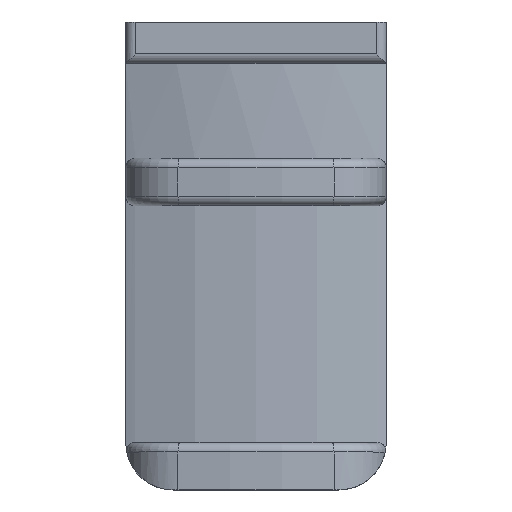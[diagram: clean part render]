
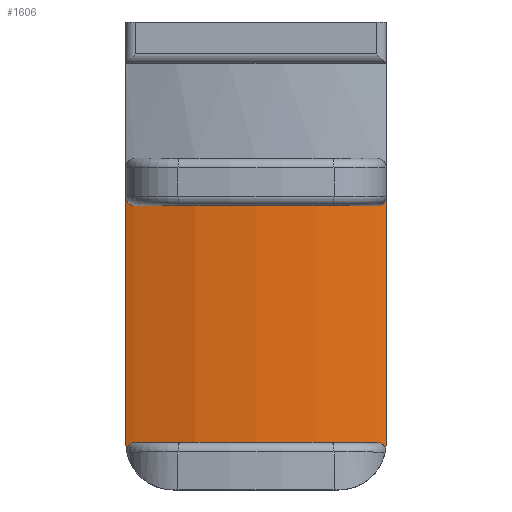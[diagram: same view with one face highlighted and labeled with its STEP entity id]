
A CAD part, top view. The second image highlights one B-rep face of the part: STEP entity #1606.
In plain terms, the highlighted cylindrical face has radius 80 mm (diameter 160 mm), a partial arc.
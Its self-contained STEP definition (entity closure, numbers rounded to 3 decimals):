
#25=B_SPLINE_CURVE_WITH_KNOTS('',3,(#2407,#2408,#2409,#2410,#2411,#2412,
#2413,#2414,#2415,#2416),.UNSPECIFIED.,.F.,.F.,(4,2,2,2,4),(0.982,
1.053,1.139,1.219,1.245),
 .UNSPECIFIED.);
#27=B_SPLINE_CURVE_WITH_KNOTS('',3,(#2444,#2445,#2446,#2447,#2448,#2449,
#2450,#2451,#2452,#2453,#2454,#2455),.UNSPECIFIED.,.F.,.F.,(4,2,2,2,2,4),
(0.063,0.074,0.15,0.23,
0.316,0.326),.UNSPECIFIED.);
#32=B_SPLINE_CURVE_WITH_KNOTS('',3,(#2567,#2568,#2569,#2570,#2571,#2572,
#2573,#2574,#2575,#2576),.UNSPECIFIED.,.F.,.F.,(4,2,2,2,4),(0.097,
0.15,0.23,0.316,0.326),
 .UNSPECIFIED.);
#33=B_SPLINE_CURVE_WITH_KNOTS('',3,(#2579,#2580,#2581,#2582,#2583,#2584),
 .UNSPECIFIED.,.F.,.F.,(4,2,4),(0.619,0.696,0.712),
 .UNSPECIFIED.);
#34=B_SPLINE_CURVE_WITH_KNOTS('',3,(#2587,#2588,#2589,#2590,#2591,#2592,
#2593,#2594),.UNSPECIFIED.,.F.,.F.,(4,2,2,4),(0.982,1.054,
1.14,1.211),.UNSPECIFIED.);
#35=B_SPLINE_CURVE_WITH_KNOTS('',3,(#2600,#2601,#2602,#2603,#2604,#2605),
 .UNSPECIFIED.,.F.,.F.,(4,2,4),(0.527,0.544,0.619),
 .UNSPECIFIED.);
#36=B_SPLINE_CURVE_WITH_KNOTS('',3,(#2655,#2656,#2657,#2658),
 .UNSPECIFIED.,.F.,.F.,(4,4),(0.,0.136),.UNSPECIFIED.);
#39=B_SPLINE_CURVE_WITH_KNOTS('',3,(#2690,#2691,#2692,#2693),
 .UNSPECIFIED.,.F.,.F.,(4,4),(2.919,3.055),
 .UNSPECIFIED.);
#164=FACE_OUTER_BOUND('',#262,.T.);
#262=EDGE_LOOP('',(#1234,#1235,#1236,#1237,#1238,#1239,#1240,#1241,#1242,
#1243,#1244,#1245));
#326=LINE('',#2535,#446);
#336=LINE('',#2616,#456);
#446=VECTOR('',#1968,10.);
#456=VECTOR('',#2024,10.);
#571=CIRCLE('',#1694,80.);
#616=CIRCLE('',#1778,80.);
#656=VERTEX_POINT('',#2395);
#657=VERTEX_POINT('',#2406);
#662=VERTEX_POINT('',#2429);
#664=VERTEX_POINT('',#2442);
#681=VERTEX_POINT('',#2532);
#682=VERTEX_POINT('',#2534);
#688=VERTEX_POINT('',#2550);
#692=VERTEX_POINT('',#2561);
#693=VERTEX_POINT('',#2566);
#694=VERTEX_POINT('',#2586);
#696=VERTEX_POINT('',#2599);
#700=VERTEX_POINT('',#2614);
#807=EDGE_CURVE('',#657,#656,#25,.T.);
#817=EDGE_CURVE('',#664,#662,#27,.F.);
#818=EDGE_CURVE('',#664,#657,#571,.T.);
#843=EDGE_CURVE('',#682,#681,#326,.T.);
#859=EDGE_CURVE('',#688,#693,#32,.F.);
#861=EDGE_CURVE('',#693,#681,#33,.F.);
#862=EDGE_CURVE('',#694,#692,#34,.F.);
#865=EDGE_CURVE('',#696,#694,#35,.F.);
#871=EDGE_CURVE('',#696,#700,#336,.T.);
#891=EDGE_CURVE('',#700,#662,#36,.T.);
#899=EDGE_CURVE('',#656,#682,#39,.T.);
#913=EDGE_CURVE('',#688,#692,#616,.T.);
#1234=ORIENTED_EDGE('',*,*,#818,.T.);
#1235=ORIENTED_EDGE('',*,*,#807,.T.);
#1236=ORIENTED_EDGE('',*,*,#899,.T.);
#1237=ORIENTED_EDGE('',*,*,#843,.T.);
#1238=ORIENTED_EDGE('',*,*,#861,.F.);
#1239=ORIENTED_EDGE('',*,*,#859,.F.);
#1240=ORIENTED_EDGE('',*,*,#913,.T.);
#1241=ORIENTED_EDGE('',*,*,#862,.F.);
#1242=ORIENTED_EDGE('',*,*,#865,.F.);
#1243=ORIENTED_EDGE('',*,*,#871,.T.);
#1244=ORIENTED_EDGE('',*,*,#891,.T.);
#1245=ORIENTED_EDGE('',*,*,#817,.F.);
#1546=CYLINDRICAL_SURFACE('',#1779,80.);
#1606=ADVANCED_FACE('',(#164),#1546,.T.);
#1694=AXIS2_PLACEMENT_3D('',#2457,#1913,#1914);
#1778=AXIS2_PLACEMENT_3D('',#2723,#2117,#2118);
#1779=AXIS2_PLACEMENT_3D('',#2724,#2119,#2120);
#1913=DIRECTION('center_axis',(0.,1.,0.));
#1914=DIRECTION('ref_axis',(0.344,0.,0.939));
#1968=DIRECTION('',(0.,1.,0.));
#2024=DIRECTION('',(0.,-1.,0.));
#2117=DIRECTION('center_axis',(0.,-1.,0.));
#2118=DIRECTION('ref_axis',(0.344,0.,0.939));
#2119=DIRECTION('center_axis',(0.,-1.,0.));
#2120=DIRECTION('ref_axis',(0.344,0.,0.939));
#2395=CARTESIAN_POINT('',(27.403,-90.136,7.035));
#2406=CARTESIAN_POINT('',(25.483,-88.75,7.708));
#2407=CARTESIAN_POINT('Ctrl Pts',(25.483,-88.75,7.708));
#2408=CARTESIAN_POINT('Ctrl Pts',(25.706,-88.75,7.633));
#2409=CARTESIAN_POINT('Ctrl Pts',(25.929,-88.786,7.557));
#2410=CARTESIAN_POINT('Ctrl Pts',(26.399,-88.945,7.394));
#2411=CARTESIAN_POINT('Ctrl Pts',(26.638,-89.084,7.31));
#2412=CARTESIAN_POINT('Ctrl Pts',(27.036,-89.443,7.168));
#2413=CARTESIAN_POINT('Ctrl Pts',(27.195,-89.655,7.111));
#2414=CARTESIAN_POINT('Ctrl Pts',(27.345,-89.973,7.057));
#2415=CARTESIAN_POINT('Ctrl Pts',(27.377,-90.054,7.045));
#2416=CARTESIAN_POINT('Ctrl Pts',(27.403,-90.136,7.035));
#2429=CARTESIAN_POINT('',(-27.403,-90.136,7.035));
#2442=CARTESIAN_POINT('',(-25.483,-88.75,7.708));
#2444=CARTESIAN_POINT('Ctrl Pts',(-27.403,-90.136,7.035));
#2445=CARTESIAN_POINT('Ctrl Pts',(-27.392,-90.102,7.039));
#2446=CARTESIAN_POINT('Ctrl Pts',(-27.38,-90.068,7.044));
#2447=CARTESIAN_POINT('Ctrl Pts',(-27.278,-89.8,7.081));
#2448=CARTESIAN_POINT('Ctrl Pts',(-27.146,-89.587,7.129));
#2449=CARTESIAN_POINT('Ctrl Pts',(-26.804,-89.212,7.251));
#2450=CARTESIAN_POINT('Ctrl Pts',(-26.594,-89.058,7.326));
#2451=CARTESIAN_POINT('Ctrl Pts',(-26.115,-88.83,7.493));
#2452=CARTESIAN_POINT('Ctrl Pts',(-25.847,-88.764,7.585));
#2453=CARTESIAN_POINT('Ctrl Pts',(-25.544,-88.751,7.687));
#2454=CARTESIAN_POINT('Ctrl Pts',(-25.514,-88.75,7.698));
#2455=CARTESIAN_POINT('Ctrl Pts',(-25.483,-88.75,7.708));
#2457=CARTESIAN_POINT('Origin',(0.,-88.75,-68.125));
#2532=CARTESIAN_POINT('',(27.5,-36.75,7.));
#2534=CARTESIAN_POINT('',(27.5,-88.75,7.));
#2535=CARTESIAN_POINT('',(27.5,0.,7.));
#2550=CARTESIAN_POINT('',(25.483,-38.75,7.708));
#2561=CARTESIAN_POINT('',(-25.483,-38.75,7.708));
#2566=CARTESIAN_POINT('',(27.272,-37.677,7.083));
#2567=CARTESIAN_POINT('Ctrl Pts',(27.272,-37.677,7.083));
#2568=CARTESIAN_POINT('Ctrl Pts',(27.193,-37.829,7.112));
#2569=CARTESIAN_POINT('Ctrl Pts',(27.094,-37.969,7.147));
#2570=CARTESIAN_POINT('Ctrl Pts',(26.804,-38.288,7.251));
#2571=CARTESIAN_POINT('Ctrl Pts',(26.594,-38.442,7.326));
#2572=CARTESIAN_POINT('Ctrl Pts',(26.114,-38.671,7.493));
#2573=CARTESIAN_POINT('Ctrl Pts',(25.846,-38.736,7.585));
#2574=CARTESIAN_POINT('Ctrl Pts',(25.544,-38.749,7.688));
#2575=CARTESIAN_POINT('Ctrl Pts',(25.513,-38.75,7.698));
#2576=CARTESIAN_POINT('Ctrl Pts',(25.483,-38.75,7.708));
#2579=CARTESIAN_POINT('Ctrl Pts',(27.5,-36.75,7.));
#2580=CARTESIAN_POINT('Ctrl Pts',(27.5,-37.005,7.));
#2581=CARTESIAN_POINT('Ctrl Pts',(27.448,-37.274,7.019));
#2582=CARTESIAN_POINT('Ctrl Pts',(27.323,-37.574,7.064));
#2583=CARTESIAN_POINT('Ctrl Pts',(27.299,-37.626,7.073));
#2584=CARTESIAN_POINT('Ctrl Pts',(27.272,-37.677,7.083));
#2586=CARTESIAN_POINT('',(-27.272,-37.677,7.083));
#2587=CARTESIAN_POINT('Ctrl Pts',(-25.483,-38.75,7.708));
#2588=CARTESIAN_POINT('Ctrl Pts',(-25.71,-38.75,7.632));
#2589=CARTESIAN_POINT('Ctrl Pts',(-25.936,-38.713,7.555));
#2590=CARTESIAN_POINT('Ctrl Pts',(-26.411,-38.549,7.39));
#2591=CARTESIAN_POINT('Ctrl Pts',(-26.652,-38.408,7.305));
#2592=CARTESIAN_POINT('Ctrl Pts',(-27.024,-38.065,7.173));
#2593=CARTESIAN_POINT('Ctrl Pts',(-27.165,-37.882,7.122));
#2594=CARTESIAN_POINT('Ctrl Pts',(-27.272,-37.677,7.083));
#2599=CARTESIAN_POINT('',(-27.5,-36.75,7.));
#2600=CARTESIAN_POINT('Ctrl Pts',(-27.272,-37.677,7.083));
#2601=CARTESIAN_POINT('Ctrl Pts',(-27.3,-37.623,7.073));
#2602=CARTESIAN_POINT('Ctrl Pts',(-27.327,-37.567,7.063));
#2603=CARTESIAN_POINT('Ctrl Pts',(-27.45,-37.267,7.018));
#2604=CARTESIAN_POINT('Ctrl Pts',(-27.5,-37.001,7.));
#2605=CARTESIAN_POINT('Ctrl Pts',(-27.5,-36.75,7.));
#2614=CARTESIAN_POINT('',(-27.5,-88.75,7.));
#2616=CARTESIAN_POINT('',(-27.5,-88.75,7.));
#2655=CARTESIAN_POINT('Ctrl Pts',(-27.5,-88.75,7.));
#2656=CARTESIAN_POINT('Ctrl Pts',(-27.5,-89.205,7.));
#2657=CARTESIAN_POINT('Ctrl Pts',(-27.469,-89.67,7.011));
#2658=CARTESIAN_POINT('Ctrl Pts',(-27.403,-90.136,7.035));
#2690=CARTESIAN_POINT('Ctrl Pts',(27.403,-90.136,7.035));
#2691=CARTESIAN_POINT('Ctrl Pts',(27.469,-89.67,7.011));
#2692=CARTESIAN_POINT('Ctrl Pts',(27.5,-89.205,7.));
#2693=CARTESIAN_POINT('Ctrl Pts',(27.5,-88.75,7.));
#2723=CARTESIAN_POINT('Origin',(0.,-38.75,-68.125));
#2724=CARTESIAN_POINT('Origin',(0.,-8.75,-68.125));
